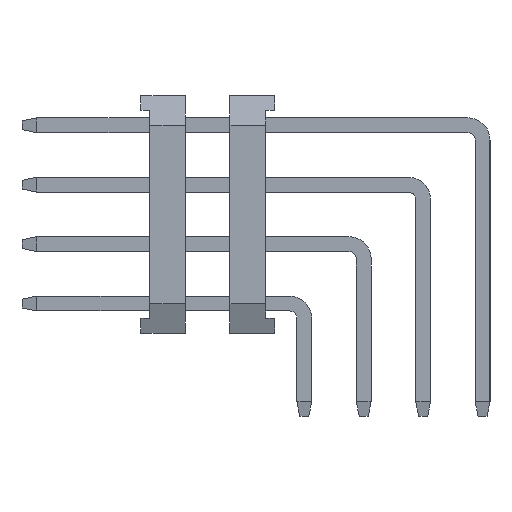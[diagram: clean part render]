
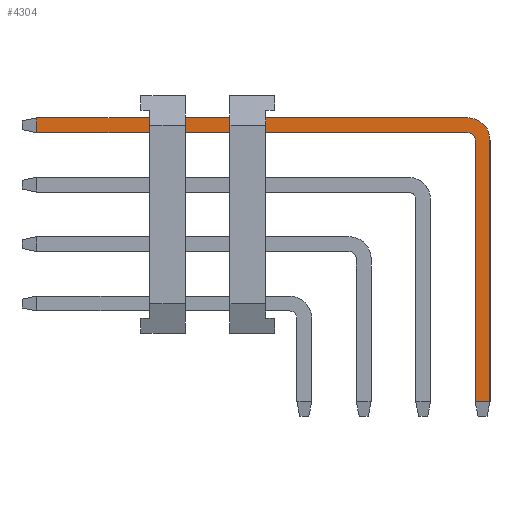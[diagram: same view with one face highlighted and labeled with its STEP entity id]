
A CAD part, left-side view. The second image highlights one B-rep face of the part: STEP entity #4304.
In plain terms, the highlighted planar face has unit normal (-1, 0, 0).
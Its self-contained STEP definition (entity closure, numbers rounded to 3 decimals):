
#4058=CARTESIAN_POINT('',(-0.25,8.,2.75));
#4059=VERTEX_POINT('',#4058);
#4082=CARTESIAN_POINT('',(-0.25,8.,3.25));
#4083=VERTEX_POINT('',#4082);
#4084=CARTESIAN_POINT('',(-0.25,8.,2.75));
#4085=DIRECTION('',(0.,0.,1.));
#4086=VECTOR('',#4085,0.5);
#4087=LINE('',#4084,#4086);
#4088=EDGE_CURVE('',#4059,#4083,#4087,.T.);
#4129=CARTESIAN_POINT('',(-0.25,-6.5,3.25));
#4130=VERTEX_POINT('',#4129);
#4131=CARTESIAN_POINT('',(-0.25,8.,3.25));
#4132=DIRECTION('',(0.,-1.,0.));
#4133=VECTOR('',#4132,14.5);
#4134=LINE('',#4131,#4133);
#4135=EDGE_CURVE('',#4083,#4130,#4134,.T.);
#4236=CARTESIAN_POINT('',(-0.25,-6.5,2.75));
#4237=VERTEX_POINT('',#4236);
#4244=CARTESIAN_POINT('',(-0.25,-6.5,2.75));
#4245=DIRECTION('',(0.,1.,0.));
#4246=VECTOR('',#4245,14.5);
#4247=LINE('',#4244,#4246);
#4248=EDGE_CURVE('',#4237,#4059,#4247,.T.);
#4254=CARTESIAN_POINT('',(-0.25,8.5,3.25));
#4255=DIRECTION('',(0.,0.,-1.));
#4256=DIRECTION('',(-1.,-0.,-0.));
#4257=AXIS2_PLACEMENT_3D('',#4254,#4256,#4255);
#4258=PLANE('',#4257);
#4259=ORIENTED_EDGE('',*,*,#4248,.F.);
#4260=CARTESIAN_POINT('',(-0.25,-6.75,2.5));
#4261=VERTEX_POINT('',#4260);
#4262=CARTESIAN_POINT('',(-0.25,-6.5,2.5));
#4263=DIRECTION('',(0.,0.,1.));
#4264=DIRECTION('',(1.,0.,0.));
#4265=AXIS2_PLACEMENT_3D('',#4262,#4264,#4263);
#4266=CIRCLE('',#4265,0.25);
#4267=EDGE_CURVE('',#4237,#4261,#4266,.T.);
#4268=ORIENTED_EDGE('',*,*,#4267,.T.);
#4269=CARTESIAN_POINT('',(-0.25,-6.75,-6.3));
#4270=VERTEX_POINT('',#4269);
#4271=CARTESIAN_POINT('',(-0.25,-6.75,2.5));
#4272=DIRECTION('',(0.,0.,-1.));
#4273=VECTOR('',#4272,8.8);
#4274=LINE('',#4271,#4273);
#4275=EDGE_CURVE('',#4261,#4270,#4274,.T.);
#4276=ORIENTED_EDGE('',*,*,#4275,.T.);
#4277=CARTESIAN_POINT('',(-0.25,-7.25,-6.3));
#4278=VERTEX_POINT('',#4277);
#4279=CARTESIAN_POINT('',(-0.25,-6.75,-6.3));
#4280=DIRECTION('',(0.,-1.,0.));
#4281=VECTOR('',#4280,0.5);
#4282=LINE('',#4279,#4281);
#4283=EDGE_CURVE('',#4270,#4278,#4282,.T.);
#4284=ORIENTED_EDGE('',*,*,#4283,.T.);
#4285=CARTESIAN_POINT('',(-0.25,-7.25,2.5));
#4286=VERTEX_POINT('',#4285);
#4287=CARTESIAN_POINT('',(-0.25,-7.25,-6.3));
#4288=DIRECTION('',(0.,0.,1.));
#4289=VECTOR('',#4288,8.8);
#4290=LINE('',#4287,#4289);
#4291=EDGE_CURVE('',#4278,#4286,#4290,.T.);
#4292=ORIENTED_EDGE('',*,*,#4291,.T.);
#4293=CARTESIAN_POINT('',(-0.25,-6.5,2.5));
#4294=DIRECTION('',(0.,-1.,0.));
#4295=DIRECTION('',(-1.,0.,0.));
#4296=AXIS2_PLACEMENT_3D('',#4293,#4295,#4294);
#4297=CIRCLE('',#4296,0.75);
#4298=EDGE_CURVE('',#4286,#4130,#4297,.T.);
#4299=ORIENTED_EDGE('',*,*,#4298,.T.);
#4300=ORIENTED_EDGE('',*,*,#4135,.F.);
#4301=ORIENTED_EDGE('',*,*,#4088,.F.);
#4302=EDGE_LOOP('',(#4259,#4268,#4276,#4284,#4292,#4299,#4300,#4301));
#4303=FACE_OUTER_BOUND('',#4302,.T.);
#4304=ADVANCED_FACE('',(#4303),#4258,.T.);
